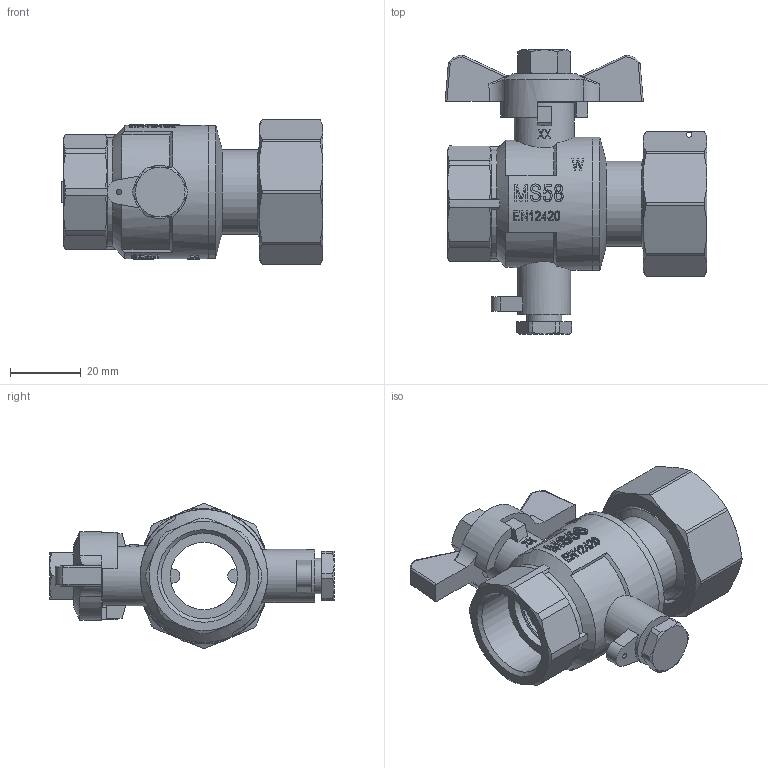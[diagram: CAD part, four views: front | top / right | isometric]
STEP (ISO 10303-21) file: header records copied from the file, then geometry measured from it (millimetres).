
FILE_DESCRIPTION(/* description */ ('Unknown'),/* implementation_level */ '2;1');
FILE_NAME(/* name */ '7226-56',/* time_stamp */ '2023-06-06T11:35:31+02:00',/* author */ ('Unknown'),/* organization */ ('Unknown'),/* preprocessor_version */ 'ST-DEVELOPER v18.102',/* originating_system */ 'Solid Edge',/* authorisation */ 'Unknown');
FILE_SCHEMA (('AUTOMOTIVE_DESIGN {1 0 10303 214 3 1 1}'));
Length unit declared in the file: millimetre
Products named in the file (18): 722-56; B1; F-griff; M8-1_2-3_4; Kvrper-co; Kvrper; Kugel; Kugeldichtung.1; Schtaube; Spindel-co; Stopfbuchse; Spindel; Spindeldichtung; 722-56-Verschr-co; Überwurfmutter_1; Sperring; Einschraubteil; Dichtung
Assembly tree (18 placements, depth 3):
  722-56
    B1
      F-griff
      M8-1_2-3_4
    Kvrper-co
      Kvrper
      Kugel
      Kugeldichtung.1  x2
      Schtaube
    Spindel-co
      Stopfbuchse
      Spindel
      Spindeldichtung
    722-56-Verschr-co
      Überwurfmutter_1
      Sperring
      Einschraubteil
      Dichtung
Bounding box: 73.96 x 80.3 x 40.8 mm (x, y, z)
Volume: 49903.8 mm3; surface area: 36873.3 mm2
Topology: 14 solids, 14 shells, 1232 faces, 3390 edges, 2239 vertices
Faces by surface type: plane 968, cylinder 153, cone 80, bspline 14, sphere 11, torus 6
Full cylindrical faces by diameter (mm): 1.5 x2, 5 x1, 5.9 x1, 6.7 x1, 6.75 x1, 8.92 x1, 9 x4, 9.1 x1, 10 x1, 10.5 x1, 11 x1, 12 x1, 12.4 x1, 12.5 x1, 14 x1, 15 x1, 16 x2, 17 x1, 18.5 x1, 19 x5, 20 x1, 22 x1, 24 x1, 24.117 x1, 27 x4, 28 x1, 30 x1, 30.2 x1, 30.291 x1, 30.3 x1
Entity records: 45105 total; most frequent: CARTESIAN_POINT 12517, DIRECTION 7351, ORIENTED_EDGE 6526, EDGE_CURVE 3263, AXIS2_PLACEMENT_3D 3039, VERTEX_POINT 2207, FACE_BOUND 1396, EDGE_LOOP 1395
